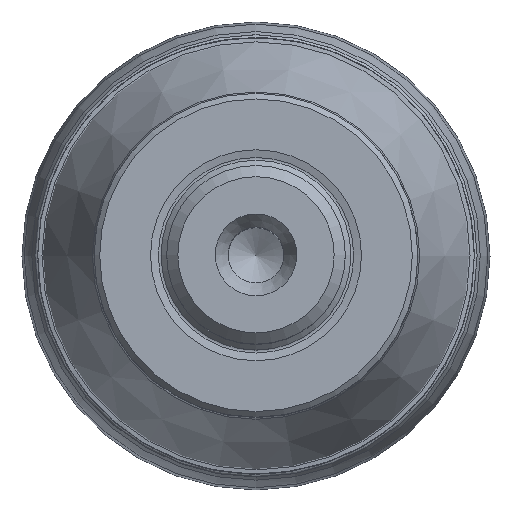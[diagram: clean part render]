
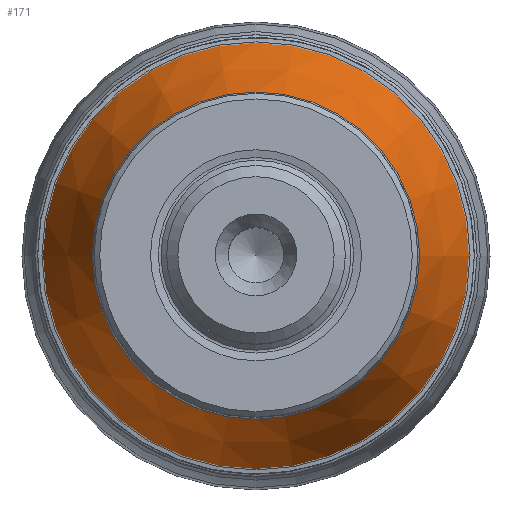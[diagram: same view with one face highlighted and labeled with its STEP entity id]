
A CAD part, top view. The second image highlights one B-rep face of the part: STEP entity #171.
In plain terms, the highlighted conical face has half-angle 22.749 degrees and reference radius 19.322 mm.
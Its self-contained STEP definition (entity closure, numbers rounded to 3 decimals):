
#67=CONICAL_SURFACE('',#938,19.322,22.749);
#171=ADVANCED_FACE('',(#369,#370),#67,.T.);
#369=FACE_BOUND('',#479,.T.);
#370=FACE_BOUND('',#480,.T.);
#479=EDGE_LOOP('',(#613));
#480=EDGE_LOOP('',(#614));
#613=ORIENTED_EDGE('',*,*,#806,.T.);
#614=ORIENTED_EDGE('',*,*,#807,.T.);
#736=VERTEX_POINT('',#1702);
#737=VERTEX_POINT('',#1704);
#806=EDGE_CURVE('',#736,#736,#868,.T.);
#807=EDGE_CURVE('',#737,#737,#869,.T.);
#868=CIRCLE('',#936,19.167);
#869=CIRCLE('',#937,14.656);
#936=AXIS2_PLACEMENT_3D('',#1701,#1120,#1121);
#937=AXIS2_PLACEMENT_3D('',#1703,#1122,#1123);
#938=AXIS2_PLACEMENT_3D('',#1705,#1124,#1125);
#1120=DIRECTION('',(0.,0.,1.));
#1121=DIRECTION('',(1.,0.,0.));
#1122=DIRECTION('',(0.,0.,-1.));
#1123=DIRECTION('',(-1.,0.,0.));
#1124=DIRECTION('',(0.,0.,-1.));
#1125=DIRECTION('',(-1.,0.,0.));
#1701=CARTESIAN_POINT('',(0.,0.,-31.129));
#1702=CARTESIAN_POINT('',(19.167,0.,-31.129));
#1703=CARTESIAN_POINT('',(0.,0.,-20.371));
#1704=CARTESIAN_POINT('',(-14.656,0.,-20.371));
#1705=CARTESIAN_POINT('',(0.,0.,-31.5));
